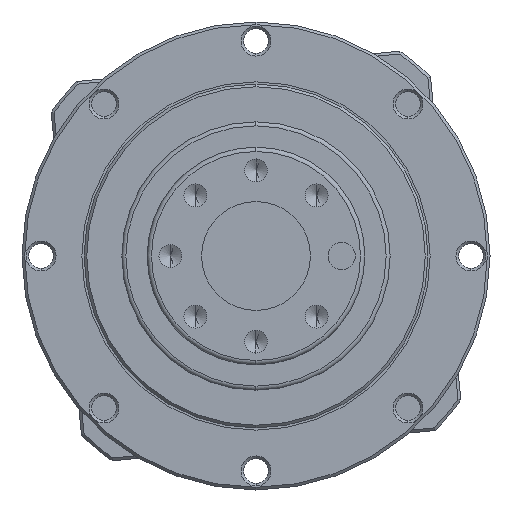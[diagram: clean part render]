
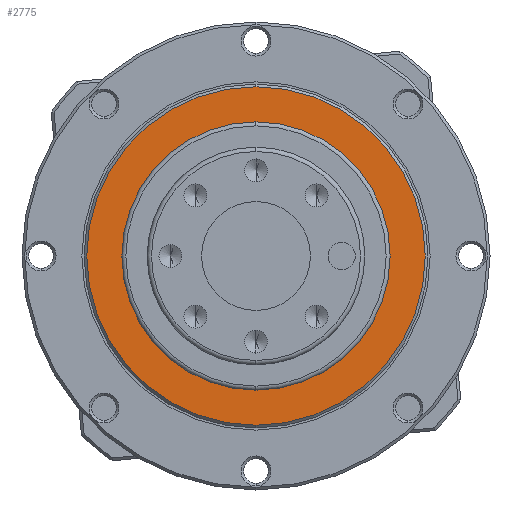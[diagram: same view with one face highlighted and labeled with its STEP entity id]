
A CAD part, left-side view. The second image highlights one B-rep face of the part: STEP entity #2775.
In plain terms, the highlighted planar face has unit normal (-1, 0, 0).
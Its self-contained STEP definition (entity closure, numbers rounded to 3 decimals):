
#203 = ORIENTED_EDGE ( 'NONE', *, *, #5220, .T. ) ;
#252 = AXIS2_PLACEMENT_3D ( 'NONE', #4975, #1165, #4069 ) ;
#364 = VERTEX_POINT ( 'NONE', #3636 ) ;
#639 = CIRCLE ( 'NONE', #2749, 31.1 ) ;
#721 = DIRECTION ( 'NONE',  ( 0., 0., -1. ) ) ;
#786 = FACE_BOUND ( 'NONE', #5208, .T. ) ;
#790 = PLANE ( 'NONE',  #4358 ) ;
#881 = EDGE_LOOP ( 'NONE', ( #4948, #203 ) ) ;
#892 = CARTESIAN_POINT ( 'NONE',  ( -143.459, 4.007, 0. ) ) ;
#954 = EDGE_CURVE ( 'NONE', #1559, #4507, #5836, .T. ) ;
#1162 = FACE_OUTER_BOUND ( 'NONE', #881, .T. ) ;
#1165 = DIRECTION ( 'NONE',  ( -1., 0., 0. ) ) ;
#1172 = AXIS2_PLACEMENT_3D ( 'NONE', #3560, #2555, #6042 ) ;
#1329 = ORIENTED_EDGE ( 'NONE', *, *, #3658, .F. ) ;
#1391 = CARTESIAN_POINT ( 'NONE',  ( -143.459, 28.657, 0. ) ) ;
#1559 = VERTEX_POINT ( 'NONE', #3111 ) ;
#2064 = CIRCLE ( 'NONE', #1172, 24.65 ) ;
#2555 = DIRECTION ( 'NONE',  ( -1., 0., 0. ) ) ;
#2669 = DIRECTION ( 'NONE',  ( -1., 0., 0. ) ) ;
#2749 = AXIS2_PLACEMENT_3D ( 'NONE', #892, #5828, #6387 ) ;
#2775 = ADVANCED_FACE ( 'NONE', ( #1162, #786 ), #790, .F. ) ;
#2850 = EDGE_CURVE ( 'NONE', #364, #5007, #639, .T. ) ;
#3065 = CARTESIAN_POINT ( 'NONE',  ( -143.459, 4.007, 31.1 ) ) ;
#3111 = CARTESIAN_POINT ( 'NONE',  ( -143.459, 4.007, 24.65 ) ) ;
#3340 = ORIENTED_EDGE ( 'NONE', *, *, #954, .F. ) ;
#3459 = CARTESIAN_POINT ( 'NONE',  ( -143.459, 4.007, -24.65 ) ) ;
#3560 = CARTESIAN_POINT ( 'NONE',  ( -143.459, 4.007, 0. ) ) ;
#3636 = CARTESIAN_POINT ( 'NONE',  ( -143.459, 4.007, -31.1 ) ) ;
#3658 = EDGE_CURVE ( 'NONE', #4507, #1559, #2064, .T. ) ;
#3666 = AXIS2_PLACEMENT_3D ( 'NONE', #5187, #2669, #721 ) ;
#4069 = DIRECTION ( 'NONE',  ( 0., 0., 1. ) ) ;
#4358 = AXIS2_PLACEMENT_3D ( 'NONE', #1391, #6300, #4832 ) ;
#4507 = VERTEX_POINT ( 'NONE', #3459 ) ;
#4832 = DIRECTION ( 'NONE',  ( 0., 0., -1. ) ) ;
#4948 = ORIENTED_EDGE ( 'NONE', *, *, #2850, .T. ) ;
#4975 = CARTESIAN_POINT ( 'NONE',  ( -143.459, 4.007, 0. ) ) ;
#5007 = VERTEX_POINT ( 'NONE', #3065 ) ;
#5187 = CARTESIAN_POINT ( 'NONE',  ( -143.459, 4.007, 0. ) ) ;
#5208 = EDGE_LOOP ( 'NONE', ( #3340, #1329 ) ) ;
#5220 = EDGE_CURVE ( 'NONE', #5007, #364, #5555, .T. ) ;
#5555 = CIRCLE ( 'NONE', #3666, 31.1 ) ;
#5828 = DIRECTION ( 'NONE',  ( -1., 0., 0. ) ) ;
#5836 = CIRCLE ( 'NONE', #252, 24.65 ) ;
#6042 = DIRECTION ( 'NONE',  ( 0., 0., 1. ) ) ;
#6300 = DIRECTION ( 'NONE',  ( 1., 0., 0. ) ) ;
#6387 = DIRECTION ( 'NONE',  ( 0., 0., -1. ) ) ;
